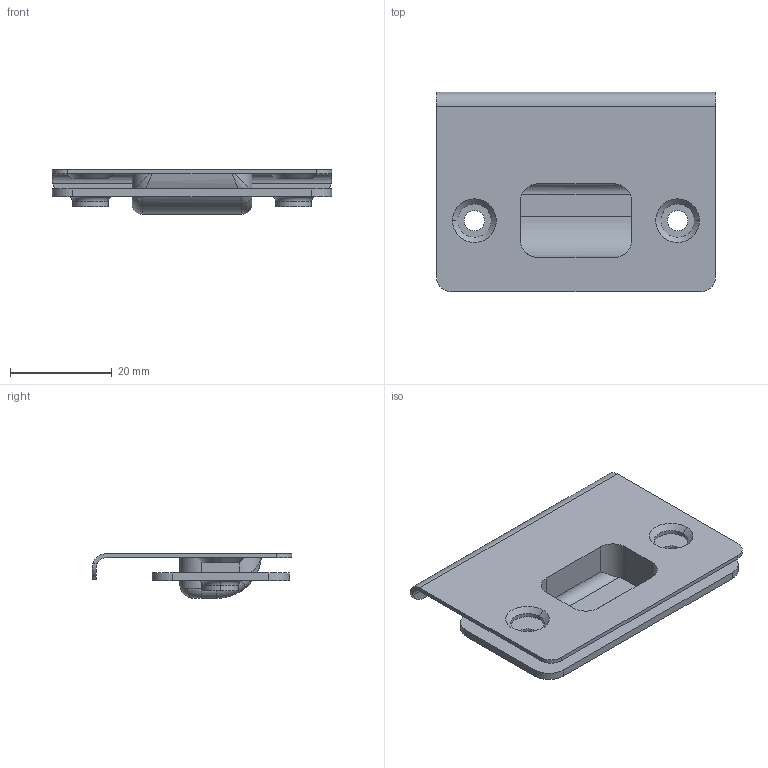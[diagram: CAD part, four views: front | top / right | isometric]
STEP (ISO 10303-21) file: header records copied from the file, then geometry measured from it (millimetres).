
FILE_DESCRIPTION (( 'STEP AP203' ), '1' );
FILE_NAME ('sone3D.STEP', '2014-06-09T08:54:40', ( '' ), ( '' ), 'SwSTEP 2.0', 'SolidWorks 2012', '' );
FILE_SCHEMA (( 'CONFIG_CONTROL_DESIGN' ));
Length unit declared in the file: millimetre
Products named in the file (3): sone3D; A-151-ST-4裏板_; A-151-ST-4_
Assembly tree (2 placements, depth 2):
  sone3D
    A-151-ST-4_
    A-151-ST-4裏板_
Bounding box: 55 x 39.3 x 8.8 mm (x, y, z)
Volume: 3795.7 mm3; surface area: 8152.7 mm2
Topology: 2 solids, 2 shells, 90 faces, 224 edges, 142 vertices
Faces by surface type: cylinder 40, plane 30, cone 8, torus 8, bspline 4
Entity records: 3356 total; most frequent: CARTESIAN_POINT 864, DIRECTION 484, ORIENTED_EDGE 444, EDGE_CURVE 222, AXIS2_PLACEMENT_3D 190, VERTEX_POINT 142, EDGE_LOOP 106, VECTOR 104
